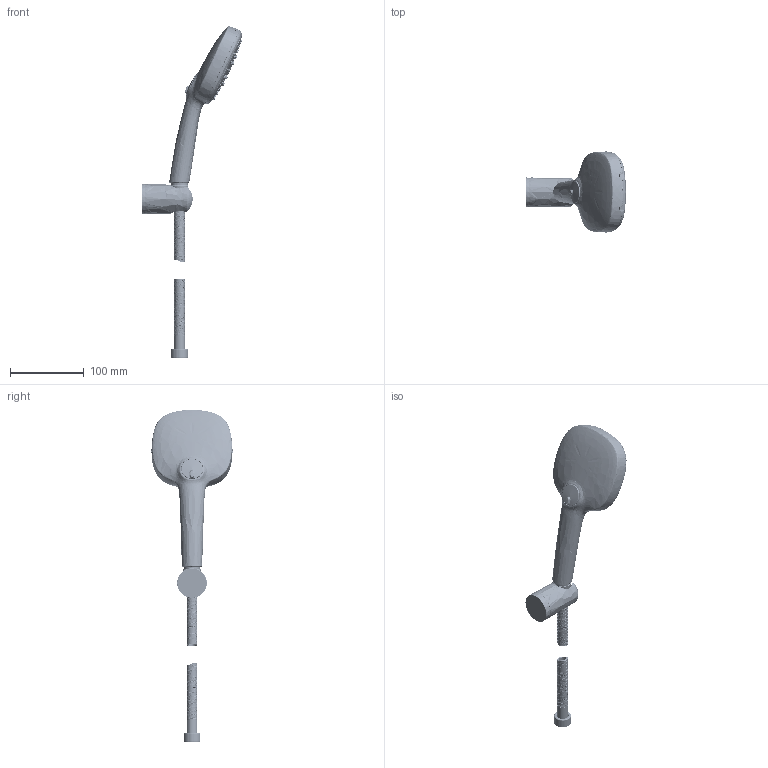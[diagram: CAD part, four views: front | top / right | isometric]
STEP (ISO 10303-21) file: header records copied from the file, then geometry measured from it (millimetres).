
FILE_DESCRIPTION(/* description */ ('Unknown'),/* implementation_level */ '2;1');
FILE_NAME(/* name */ '26176001',/* time_stamp */ '2023-01-31T15:02:38+01:00',/* author */ ('Unknown'),/* organization */ ('GROHE AG'),/* preprocessor_version */ 'ST-DEVELOPER v16.7',/* originating_system */ 'DEX',/* authorisation */ $);
FILE_SCHEMA (('AUTOMOTIVE_DESIGN {1 0 10303 214 3 1 1}'));
Products named in the file (1): 26176001
Bounding box: 136.26 x 110.02 x 450.63 mm (x, y, z)
Volume: 166512.7 mm3; surface area: 176659.9 mm2
Topology: 13 solids, 29 shells, 9591 faces, 23629 edges, 13825 vertices
Faces by surface type: bspline 6018, cylinder 1151, plane 1061, cone 594, torus 482, sphere 285
Full cylindrical faces by diameter (mm): 2.8 x132, 3.7 x66, 4.1 x12, 5.2 x2, 8.3 x2, 10.8 x2, 12 x2, 14.7 x2, 15.1 x1, 15.6 x1, 16 x2, 16.2 x3, 17.996 x4, 18.2 x1, 18.4 x1, 18.631 x2, 19.2 x1, 19.9 x1, 21 x2, 21.2 x4, 22.2 x2, 22.6 x1, 23 x1, 23.8 x1, 30.98 x1, 38 x1
Entity records: 407894 total; most frequent: CARTESIAN_POINT 230160, ORIENTED_EDGE 43524, DIRECTION 23207, EDGE_CURVE 21762, VERTEX_POINT 13251, B_SPLINE_CURVE_WITH_KNOTS 12383, EDGE_LOOP 11055, FACE_BOUND 11055
